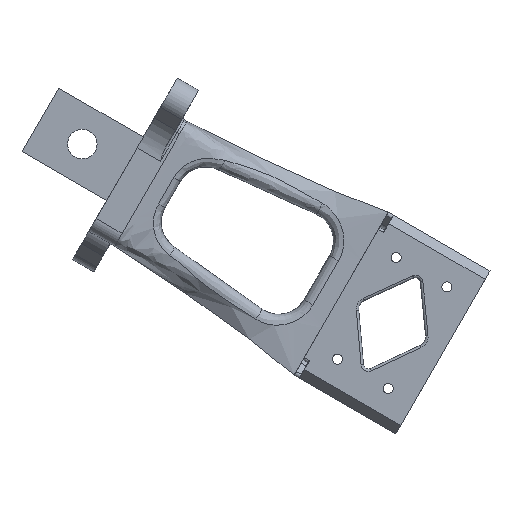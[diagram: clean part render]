
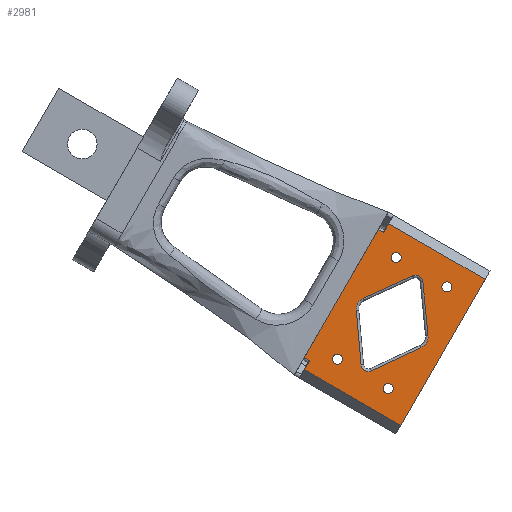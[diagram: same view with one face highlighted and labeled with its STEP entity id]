
A CAD part, front view. The second image highlights one B-rep face of the part: STEP entity #2981.
In plain terms, the highlighted planar face has unit normal (0, -1, 0).
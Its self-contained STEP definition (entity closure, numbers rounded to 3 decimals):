
#46=FACE_BOUND('',#971,.T.);
#47=FACE_BOUND('',#972,.T.);
#48=FACE_BOUND('',#973,.T.);
#49=FACE_BOUND('',#974,.T.);
#50=FACE_BOUND('',#975,.T.);
#151=LINE('',#5641,#402);
#168=LINE('',#5693,#419);
#190=LINE('',#5735,#441);
#193=LINE('',#5741,#444);
#261=LINE('',#5938,#512);
#264=LINE('',#5947,#515);
#269=LINE('',#5960,#520);
#274=LINE('',#5972,#525);
#299=LINE('',#6049,#550);
#300=LINE('',#6053,#551);
#301=LINE('',#6057,#552);
#302=LINE('',#6061,#553);
#402=VECTOR('',#3427,10.);
#419=VECTOR('',#3466,10.);
#441=VECTOR('',#3494,10.);
#444=VECTOR('',#3499,10.);
#512=VECTOR('',#3697,10.);
#515=VECTOR('',#3706,10.);
#520=VECTOR('',#3723,10.);
#525=VECTOR('',#3736,10.);
#550=VECTOR('',#3825,10.);
#551=VECTOR('',#3828,10.);
#552=VECTOR('',#3831,10.);
#553=VECTOR('',#3834,10.);
#671=PLANE('',#3214);
#790=FACE_OUTER_BOUND('',#970,.T.);
#970=EDGE_LOOP('',(#2531,#2532,#2533,#2534,#2535,#2536,#2537,#2538));
#971=EDGE_LOOP('',(#2539));
#972=EDGE_LOOP('',(#2540));
#973=EDGE_LOOP('',(#2541));
#974=EDGE_LOOP('',(#2542));
#975=EDGE_LOOP('',(#2543,#2544,#2545,#2546,#2547,#2548,#2549,#2550));
#1178=CIRCLE('',#3199,1.025);
#1180=CIRCLE('',#3203,1.025);
#1182=CIRCLE('',#3207,1.025);
#1184=CIRCLE('',#3211,1.025);
#1186=CIRCLE('',#3215,1.504);
#1187=CIRCLE('',#3216,2.5);
#1188=CIRCLE('',#3217,1.5);
#1189=CIRCLE('',#3218,2.5);
#1315=VERTEX_POINT('',#5638);
#1316=VERTEX_POINT('',#5640);
#1339=VERTEX_POINT('',#5690);
#1340=VERTEX_POINT('',#5692);
#1357=VERTEX_POINT('',#5733);
#1359=VERTEX_POINT('',#5738);
#1423=VERTEX_POINT('',#5936);
#1428=VERTEX_POINT('',#5959);
#1442=VERTEX_POINT('',#6015);
#1444=VERTEX_POINT('',#6023);
#1446=VERTEX_POINT('',#6031);
#1448=VERTEX_POINT('',#6039);
#1450=VERTEX_POINT('',#6047);
#1451=VERTEX_POINT('',#6048);
#1452=VERTEX_POINT('',#6050);
#1453=VERTEX_POINT('',#6052);
#1454=VERTEX_POINT('',#6054);
#1455=VERTEX_POINT('',#6056);
#1456=VERTEX_POINT('',#6058);
#1457=VERTEX_POINT('',#6060);
#1631=EDGE_CURVE('',#1316,#1315,#151,.T.);
#1657=EDGE_CURVE('',#1340,#1339,#168,.T.);
#1679=EDGE_CURVE('',#1339,#1357,#190,.T.);
#1682=EDGE_CURVE('',#1340,#1359,#193,.T.);
#1781=EDGE_CURVE('',#1423,#1357,#261,.T.);
#1786=EDGE_CURVE('',#1423,#1316,#264,.T.);
#1792=EDGE_CURVE('',#1359,#1428,#269,.T.);
#1799=EDGE_CURVE('',#1428,#1315,#274,.T.);
#1820=EDGE_CURVE('',#1442,#1442,#1178,.T.);
#1824=EDGE_CURVE('',#1444,#1444,#1180,.T.);
#1828=EDGE_CURVE('',#1446,#1446,#1182,.T.);
#1832=EDGE_CURVE('',#1448,#1448,#1184,.T.);
#1836=EDGE_CURVE('',#1450,#1451,#299,.T.);
#1837=EDGE_CURVE('',#1451,#1452,#1186,.T.);
#1838=EDGE_CURVE('',#1452,#1453,#300,.T.);
#1839=EDGE_CURVE('',#1453,#1454,#1187,.T.);
#1840=EDGE_CURVE('',#1454,#1455,#301,.T.);
#1841=EDGE_CURVE('',#1455,#1456,#1188,.T.);
#1842=EDGE_CURVE('',#1456,#1457,#302,.T.);
#1843=EDGE_CURVE('',#1457,#1450,#1189,.T.);
#2531=ORIENTED_EDGE('',*,*,#1799,.F.);
#2532=ORIENTED_EDGE('',*,*,#1792,.F.);
#2533=ORIENTED_EDGE('',*,*,#1682,.F.);
#2534=ORIENTED_EDGE('',*,*,#1657,.T.);
#2535=ORIENTED_EDGE('',*,*,#1679,.T.);
#2536=ORIENTED_EDGE('',*,*,#1781,.F.);
#2537=ORIENTED_EDGE('',*,*,#1786,.T.);
#2538=ORIENTED_EDGE('',*,*,#1631,.T.);
#2539=ORIENTED_EDGE('',*,*,#1820,.F.);
#2540=ORIENTED_EDGE('',*,*,#1824,.F.);
#2541=ORIENTED_EDGE('',*,*,#1828,.F.);
#2542=ORIENTED_EDGE('',*,*,#1832,.F.);
#2543=ORIENTED_EDGE('',*,*,#1836,.T.);
#2544=ORIENTED_EDGE('',*,*,#1837,.T.);
#2545=ORIENTED_EDGE('',*,*,#1838,.T.);
#2546=ORIENTED_EDGE('',*,*,#1839,.T.);
#2547=ORIENTED_EDGE('',*,*,#1840,.T.);
#2548=ORIENTED_EDGE('',*,*,#1841,.T.);
#2549=ORIENTED_EDGE('',*,*,#1842,.T.);
#2550=ORIENTED_EDGE('',*,*,#1843,.T.);
#2981=ADVANCED_FACE('',(#790,#46,#47,#48,#49,#50),#671,.F.);
#3199=AXIS2_PLACEMENT_3D('',#6016,#3785,#3786);
#3203=AXIS2_PLACEMENT_3D('',#6024,#3795,#3796);
#3207=AXIS2_PLACEMENT_3D('',#6032,#3805,#3806);
#3211=AXIS2_PLACEMENT_3D('',#6040,#3815,#3816);
#3214=AXIS2_PLACEMENT_3D('',#6046,#3823,#3824);
#3215=AXIS2_PLACEMENT_3D('',#6051,#3826,#3827);
#3216=AXIS2_PLACEMENT_3D('',#6055,#3829,#3830);
#3217=AXIS2_PLACEMENT_3D('',#6059,#3832,#3833);
#3218=AXIS2_PLACEMENT_3D('',#6062,#3835,#3836);
#3427=DIRECTION('',(-0.5,0.,-0.866));
#3466=DIRECTION('',(0.5,0.,0.866));
#3494=DIRECTION('',(-0.866,0.,0.5));
#3499=DIRECTION('',(-0.866,0.,0.5));
#3697=DIRECTION('',(0.5,0.,0.866));
#3706=DIRECTION('',(-0.866,0.,0.5));
#3723=DIRECTION('',(0.5,0.,0.866));
#3736=DIRECTION('',(-0.866,0.,0.5));
#3785=DIRECTION('center_axis',(0.,-1.,0.));
#3786=DIRECTION('ref_axis',(0.866,0.,-0.5));
#3795=DIRECTION('center_axis',(0.,-1.,0.));
#3796=DIRECTION('ref_axis',(0.866,0.,-0.5));
#3805=DIRECTION('center_axis',(0.,-1.,0.));
#3806=DIRECTION('ref_axis',(0.866,0.,-0.5));
#3815=DIRECTION('center_axis',(0.,-1.,0.));
#3816=DIRECTION('ref_axis',(0.866,0.,-0.5));
#3823=DIRECTION('center_axis',(0.,1.,0.));
#3824=DIRECTION('ref_axis',(-0.5,0.,-0.866));
#3825=DIRECTION('',(-0.906,0.,-0.423));
#3826=DIRECTION('center_axis',(0.,1.,0.));
#3827=DIRECTION('ref_axis',(-0.5,0.,-0.866));
#3828=DIRECTION('',(-0.087,0.,0.996));
#3829=DIRECTION('center_axis',(0.,1.,0.));
#3830=DIRECTION('ref_axis',(-0.864,0.,0.503));
#3831=DIRECTION('',(0.91,0.,0.415));
#3832=DIRECTION('center_axis',(0.,1.,0.));
#3833=DIRECTION('ref_axis',(0.5,0.,0.866));
#3834=DIRECTION('',(0.095,0.,-0.995));
#3835=DIRECTION('center_axis',(0.,1.,0.));
#3836=DIRECTION('ref_axis',(0.868,0.,-0.497));
#5638=CARTESIAN_POINT('',(-226.368,320.285,-202.647));
#5640=CARTESIAN_POINT('',(-211.224,320.285,-176.417));
#5641=CARTESIAN_POINT('',(-227.421,320.285,-204.471));
#5690=CARTESIAN_POINT('',(-189.386,320.285,-186.593));
#5692=CARTESIAN_POINT('',(-206.636,320.285,-216.471));
#5693=CARTESIAN_POINT('',(-206.636,320.285,-216.471));
#5733=CARTESIAN_POINT('',(-209.132,320.285,-175.193));
#5735=CARTESIAN_POINT('',(-189.386,320.285,-186.593));
#5738=CARTESIAN_POINT('',(-226.382,320.285,-205.071));
#5741=CARTESIAN_POINT('',(-206.636,320.285,-216.471));
#5936=CARTESIAN_POINT('',(-210.185,320.285,-177.017));
#5938=CARTESIAN_POINT('',(-213.444,320.285,-182.662));
#5947=CARTESIAN_POINT('',(-211.224,320.285,-176.417));
#5959=CARTESIAN_POINT('',(-225.329,320.285,-203.247));
#5960=CARTESIAN_POINT('',(-213.444,320.285,-182.662));
#5972=CARTESIAN_POINT('',(-226.368,320.285,-202.647));
#6015=CARTESIAN_POINT('',(-198.095,320.285,-187.627));
#6016=CARTESIAN_POINT('Origin',(-197.207,320.285,-188.14));
#6023=CARTESIAN_POINT('',(-220.487,320.285,-202.412));
#6024=CARTESIAN_POINT('Origin',(-219.6,320.285,-202.924));
#6031=CARTESIAN_POINT('',(-208.487,320.285,-181.627));
#6032=CARTESIAN_POINT('Origin',(-207.6,320.285,-182.14));
#6039=CARTESIAN_POINT('',(-210.095,320.285,-208.412));
#6040=CARTESIAN_POINT('Origin',(-209.207,320.285,-208.924));
#6046=CARTESIAN_POINT('Origin',(-189.386,320.285,-186.593));
#6047=CARTESIAN_POINT('',(-202.507,320.285,-200.592));
#6048=CARTESIAN_POINT('',(-212.627,320.285,-205.311));
#6049=CARTESIAN_POINT('',(-199.497,320.285,-199.188));
#6050=CARTESIAN_POINT('',(-214.761,320.285,-204.079));
#6051=CARTESIAN_POINT('Origin',(-213.262,320.285,-203.948));
#6052=CARTESIAN_POINT('',(-215.734,320.285,-192.955));
#6053=CARTESIAN_POINT('',(-215.91,320.285,-190.942));
#6054=CARTESIAN_POINT('',(-214.282,320.285,-190.463));
#6055=CARTESIAN_POINT('Origin',(-213.243,320.285,-192.738));
#6056=CARTESIAN_POINT('',(-204.241,320.285,-185.878));
#6057=CARTESIAN_POINT('',(-198.23,320.285,-183.133));
#6058=CARTESIAN_POINT('',(-202.124,320.285,-187.1));
#6059=CARTESIAN_POINT('Origin',(-203.618,320.285,-187.242));
#6060=CARTESIAN_POINT('',(-201.075,320.285,-198.088));
#6061=CARTESIAN_POINT('',(-201.566,320.285,-192.946));
#6062=CARTESIAN_POINT('Origin',(-203.564,320.285,-198.326));
